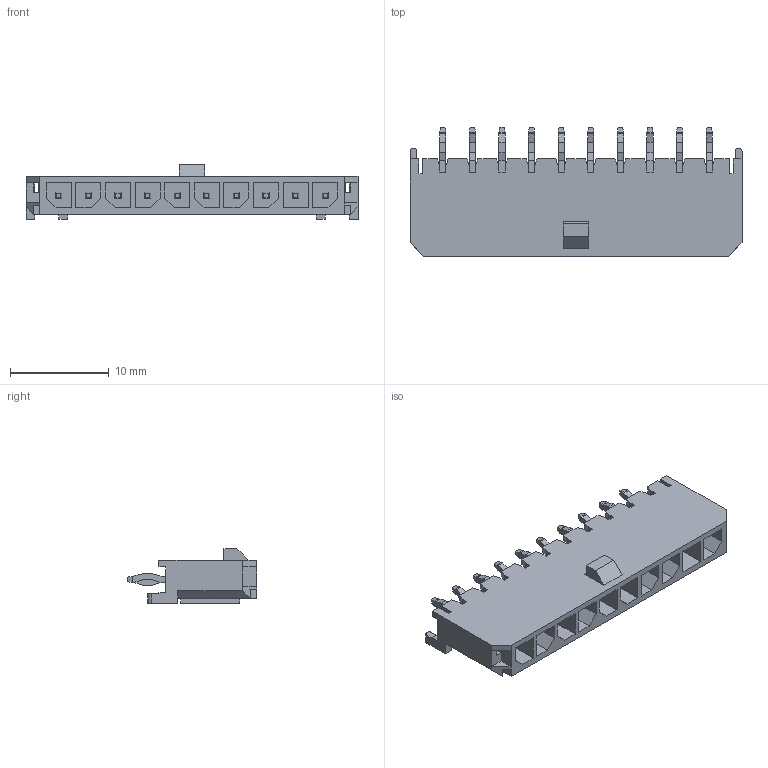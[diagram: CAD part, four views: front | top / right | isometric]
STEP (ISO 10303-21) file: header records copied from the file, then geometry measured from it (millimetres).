
FILE_DESCRIPTION(/* description */ ('Unknown'),/* implementation_level */ '2;1');
FILE_NAME(/* name */ '66201011122',/* time_stamp */ '2020-03-19T14:56:48+01:00',/* author */ ('Unknown'),/* organization */ ('Unknown'),/* preprocessor_version */ 'ST-DEVELOPER v16.7',/* originating_system */ 'DEX',/* authorisation */ $);
FILE_SCHEMA (('AUTOMOTIVE_DESIGN {1 0 10303 214 3 1 1}'));
Length unit declared in the file: millimetre
Products named in the file (3): 6620xx11122; 66201011122; 6620xx11122_PIN
Assembly tree (11 placements, depth 2):
  6620xx11122
    66201011122
    6620xx11122_PIN  x10
Bounding box: 33.65 x 13.08 x 5.57 mm (x, y, z)
Volume: 789 mm3; surface area: 2179.7 mm2
Topology: 11 solids, 11 shells, 555 faces, 1484 edges, 946 vertices
Faces by surface type: plane 552, cylinder 3
Entity records: 11496 total; most frequent: CARTESIAN_POINT 2043, ORIENTED_EDGE 2032, DIRECTION 1760, EDGE_CURVE 1016, LINE 1010, VECTOR 1010, VERTEX_POINT 658, EDGE_LOOP 380
